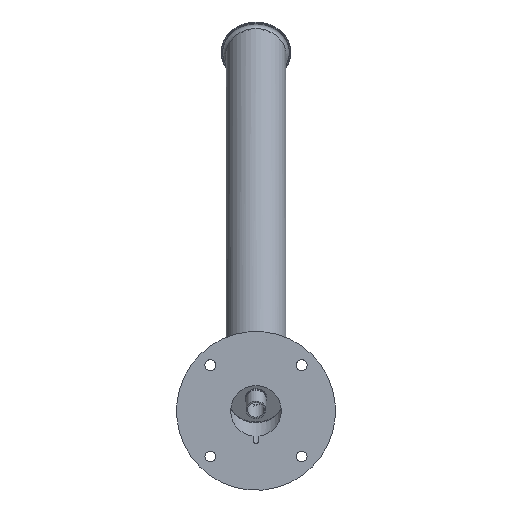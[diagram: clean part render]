
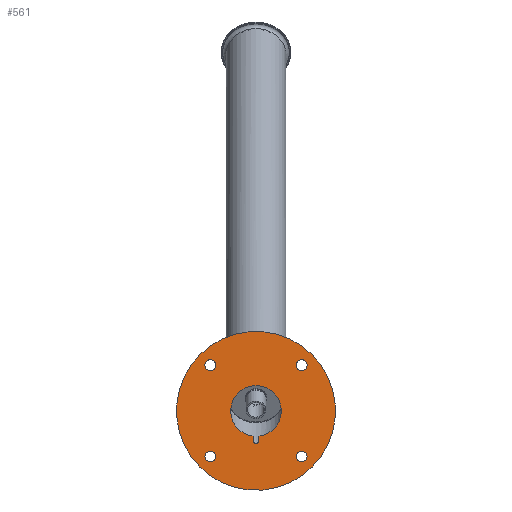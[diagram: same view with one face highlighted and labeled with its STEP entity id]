
A CAD part, left-side view. The second image highlights one B-rep face of the part: STEP entity #561.
In plain terms, the highlighted planar face has unit normal (-1, 0, 0).
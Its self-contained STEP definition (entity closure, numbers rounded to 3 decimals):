
#58=FACE_BOUND('',#208,.T.);
#59=FACE_BOUND('',#209,.T.);
#60=FACE_BOUND('',#210,.T.);
#61=FACE_BOUND('',#211,.T.);
#62=FACE_BOUND('',#212,.T.);
#87=CIRCLE('',#610,25.5);
#91=CIRCLE('',#617,5.5);
#92=CIRCLE('',#619,5.5);
#93=CIRCLE('',#621,5.5);
#94=CIRCLE('',#623,5.5);
#95=CIRCLE('',#625,3.);
#97=CIRCLE('',#629,80.);
#147=FACE_OUTER_BOUND('',#207,.T.);
#207=EDGE_LOOP('',(#484));
#208=EDGE_LOOP('',(#485,#486,#487,#488));
#209=EDGE_LOOP('',(#489));
#210=EDGE_LOOP('',(#490));
#211=EDGE_LOOP('',(#491));
#212=EDGE_LOOP('',(#492));
#249=LINE('',#1050,#273);
#252=LINE('',#1074,#276);
#273=VECTOR('',#749,4.677);
#276=VECTOR('',#782,4.677);
#307=VERTEX_POINT('',#1037);
#309=VERTEX_POINT('',#1040);
#312=VERTEX_POINT('',#1048);
#314=VERTEX_POINT('',#1057);
#315=VERTEX_POINT('',#1060);
#316=VERTEX_POINT('',#1063);
#317=VERTEX_POINT('',#1066);
#318=VERTEX_POINT('',#1069);
#319=VERTEX_POINT('',#1076);
#363=EDGE_CURVE('',#309,#307,#87,.T.);
#368=EDGE_CURVE('',#307,#312,#249,.T.);
#372=EDGE_CURVE('',#314,#314,#91,.T.);
#373=EDGE_CURVE('',#315,#315,#92,.T.);
#374=EDGE_CURVE('',#316,#316,#93,.T.);
#375=EDGE_CURVE('',#317,#317,#94,.T.);
#377=EDGE_CURVE('',#312,#318,#95,.T.);
#379=EDGE_CURVE('',#318,#309,#252,.T.);
#380=EDGE_CURVE('',#319,#319,#97,.T.);
#484=ORIENTED_EDGE('',*,*,#380,.T.);
#485=ORIENTED_EDGE('',*,*,#363,.T.);
#486=ORIENTED_EDGE('',*,*,#368,.T.);
#487=ORIENTED_EDGE('',*,*,#377,.T.);
#488=ORIENTED_EDGE('',*,*,#379,.T.);
#489=ORIENTED_EDGE('',*,*,#372,.T.);
#490=ORIENTED_EDGE('',*,*,#373,.T.);
#491=ORIENTED_EDGE('',*,*,#374,.T.);
#492=ORIENTED_EDGE('',*,*,#375,.T.);
#527=PLANE('',#630);
#561=ADVANCED_FACE('',(#147,#58,#59,#60,#61,#62),#527,.T.);
#610=AXIS2_PLACEMENT_3D('',#1041,#740,#741);
#617=AXIS2_PLACEMENT_3D('',#1058,#759,#760);
#619=AXIS2_PLACEMENT_3D('',#1061,#763,#764);
#621=AXIS2_PLACEMENT_3D('',#1064,#767,#768);
#623=AXIS2_PLACEMENT_3D('',#1067,#771,#772);
#625=AXIS2_PLACEMENT_3D('',#1071,#776,#777);
#629=AXIS2_PLACEMENT_3D('',#1077,#785,#786);
#630=AXIS2_PLACEMENT_3D('',#1078,#787,#788);
#740=DIRECTION('center_axis',(1.,0.,0.));
#741=DIRECTION('ref_axis',(0.,-0.707,-0.707));
#749=DIRECTION('',(0.,0.,-1.));
#759=DIRECTION('center_axis',(1.,0.,0.));
#760=DIRECTION('ref_axis',(0.,-0.707,-0.707));
#763=DIRECTION('center_axis',(1.,0.,0.));
#764=DIRECTION('ref_axis',(0.,-0.707,-0.707));
#767=DIRECTION('center_axis',(1.,0.,0.));
#768=DIRECTION('ref_axis',(0.,-0.707,-0.707));
#771=DIRECTION('center_axis',(1.,0.,0.));
#772=DIRECTION('ref_axis',(0.,-0.707,-0.707));
#776=DIRECTION('center_axis',(1.,0.,0.));
#777=DIRECTION('ref_axis',(0.,-1.,0.));
#782=DIRECTION('',(0.,0.,1.));
#785=DIRECTION('center_axis',(-1.,0.,0.));
#786=DIRECTION('ref_axis',(0.,-0.707,-0.707));
#787=DIRECTION('center_axis',(-1.,0.,0.));
#788=DIRECTION('ref_axis',(0.,-0.707,-0.707));
#1037=CARTESIAN_POINT('',(-766.752,24.397,212.662));
#1040=CARTESIAN_POINT('',(-766.752,30.397,212.662));
#1041=CARTESIAN_POINT('Origin',(-766.752,27.397,237.985));
#1048=CARTESIAN_POINT('',(-766.752,24.397,207.985));
#1050=CARTESIAN_POINT('',(-766.752,24.397,222.985));
#1057=CARTESIAN_POINT('',(-766.752,77.248,195.912));
#1058=CARTESIAN_POINT('Origin',(-766.752,73.359,192.023));
#1060=CARTESIAN_POINT('',(-766.752,77.248,287.836));
#1061=CARTESIAN_POINT('Origin',(-766.752,73.359,283.947));
#1063=CARTESIAN_POINT('',(-766.752,-14.676,195.912));
#1064=CARTESIAN_POINT('Origin',(-766.752,-18.565,192.023));
#1066=CARTESIAN_POINT('',(-766.752,-14.676,287.836));
#1067=CARTESIAN_POINT('Origin',(-766.752,-18.565,283.947));
#1069=CARTESIAN_POINT('',(-766.752,30.397,207.985));
#1071=CARTESIAN_POINT('Origin',(-766.752,27.397,207.985));
#1074=CARTESIAN_POINT('',(-766.752,30.397,227.485));
#1076=CARTESIAN_POINT('',(-766.752,83.965,294.553));
#1077=CARTESIAN_POINT('Origin',(-766.752,27.397,237.985));
#1078=CARTESIAN_POINT('Origin',(-766.752,27.397,237.985));
